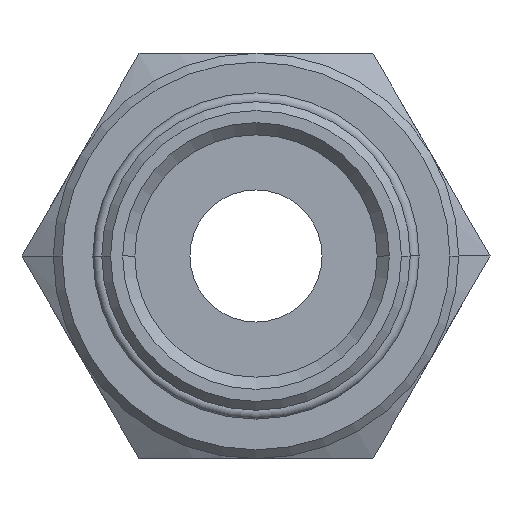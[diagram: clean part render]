
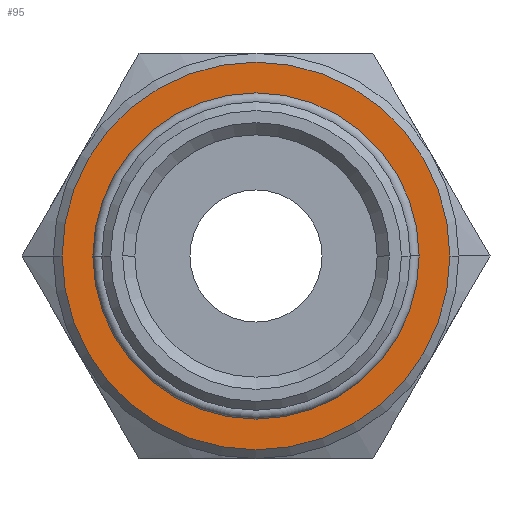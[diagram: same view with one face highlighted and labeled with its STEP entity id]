
A CAD part, front view. The second image highlights one B-rep face of the part: STEP entity #95.
In plain terms, the highlighted planar face has unit normal (0, -1, 0).
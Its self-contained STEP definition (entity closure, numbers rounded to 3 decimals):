
#95=ADVANCED_FACE('',(#242,#243),#244,.T.);
#242=FACE_OUTER_BOUND('',#447,.T.);
#243=FACE_BOUND('',#448,.T.);
#244=PLANE('',#449);
#447=EDGE_LOOP('',(#663,#664));
#448=EDGE_LOOP('',(#665,#666));
#449=AXIS2_PLACEMENT_3D('',#667,#668,#669);
#663=ORIENTED_EDGE('',*,*,#1163,.F.);
#664=ORIENTED_EDGE('',*,*,#1164,.F.);
#665=ORIENTED_EDGE('',*,*,#1165,.T.);
#666=ORIENTED_EDGE('',*,*,#1166,.T.);
#667=CARTESIAN_POINT('',(19.75,10.0,0.0));
#668=DIRECTION('',(0.,-1.0,0.0));
#669=DIRECTION('',(-1.0,0.,-0.0));
#1163=EDGE_CURVE('',#1369,#1370,#1371,.T.);
#1164=EDGE_CURVE('',#1370,#1369,#1372,.T.);
#1165=EDGE_CURVE('',#1373,#1374,#1375,.T.);
#1166=EDGE_CURVE('',#1374,#1373,#1376,.T.);
#1369=VERTEX_POINT('',#1686);
#1370=VERTEX_POINT('',#1687);
#1371=CIRCLE('',#1688,22.0);
#1372=CIRCLE('',#1689,22.0);
#1373=VERTEX_POINT('',#1690);
#1374=VERTEX_POINT('',#1691);
#1375=CIRCLE('',#1692,17.5);
#1376=CIRCLE('',#1693,17.5);
#1686=CARTESIAN_POINT('',(22.0,10.0,0.0));
#1687=CARTESIAN_POINT('',(-22.0,10.0,0.));
#1688=AXIS2_PLACEMENT_3D('',#2197,#2198,#2199);
#1689=AXIS2_PLACEMENT_3D('',#2200,#2201,#2202);
#1690=CARTESIAN_POINT('',(17.5,10.0,0.0));
#1691=CARTESIAN_POINT('',(-17.5,10.0,0.));
#1692=AXIS2_PLACEMENT_3D('',#2203,#2204,#2205);
#1693=AXIS2_PLACEMENT_3D('',#2206,#2207,#2208);
#2197=CARTESIAN_POINT('',(0.0,10.0,0.0));
#2198=DIRECTION('',(-0.0,1.0,0.0));
#2199=DIRECTION('',(1.0,0.0,0.0));
#2200=CARTESIAN_POINT('',(0.0,10.0,0.0));
#2201=DIRECTION('',(-0.0,1.0,0.0));
#2202=DIRECTION('',(1.0,0.0,0.0));
#2203=CARTESIAN_POINT('',(0.0,10.0,0.0));
#2204=DIRECTION('',(-0.0,1.0,0.0));
#2205=DIRECTION('',(1.0,0.0,0.0));
#2206=CARTESIAN_POINT('',(0.0,10.0,0.0));
#2207=DIRECTION('',(-0.0,1.0,0.0));
#2208=DIRECTION('',(1.0,0.0,0.0));
